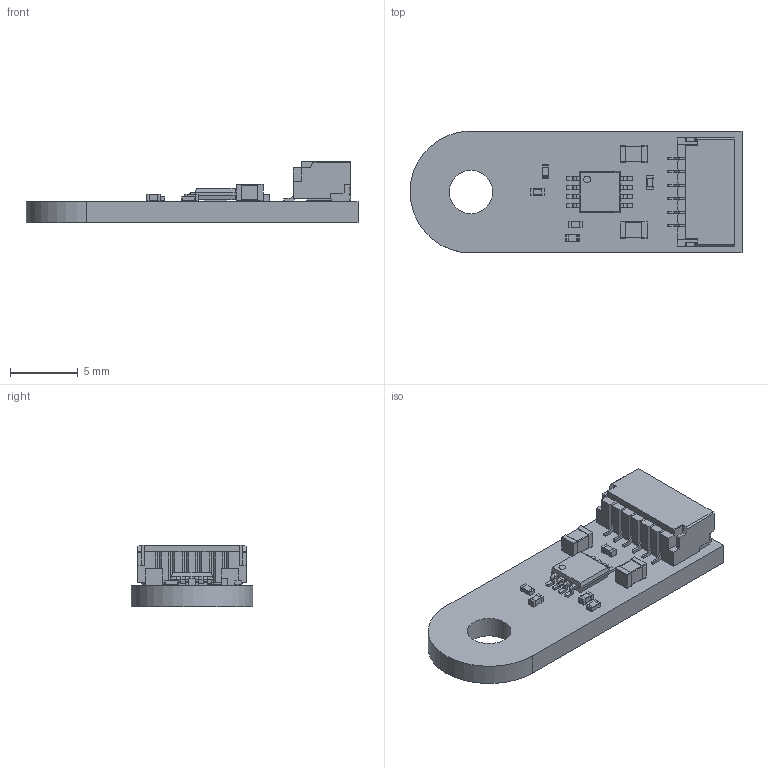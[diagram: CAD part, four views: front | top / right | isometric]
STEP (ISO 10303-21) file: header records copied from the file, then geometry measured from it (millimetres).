
FILE_DESCRIPTION(('KiCad electronic assembly'),'2;1');
FILE_NAME('cable_buffer_board.step','2025-04-10T10:59:02',('Pcbnew'),( 'Kicad'),'Open CASCADE STEP processor 7.6','KiCad to STEP converter' ,'Unknown');
FILE_SCHEMA(('AUTOMOTIVE_DESIGN { 1 0 10303 214 1 1 1 1 }'));
Length unit declared in the file: millimetre
Products named in the file (12): cable_buffer_board 1; C_0402_1005Metric; R_0402_1005Metric; JST_PH_B6B-PH-K1x06_P1.00mm_Horizontal; SM06B-SRSS-TB(LF)(SN); C_0805_2012Metric; MSOP-8-1EP_3x3mm_P0.65mm_EP1.68x1.88mm; cable_buffer_board_PCB
Assembly tree (15 placements, depth 3):
  cable_buffer_board 1
    C_0402_1005Metric  x3
      C_0402_1005Metric
    R_0402_1005Metric  x2
      R_0402_1005Metric
    JST_PH_B6B-PH-K1x06_P1.00mm_Horizontal
      SM06B-SRSS-TB(LF)(SN)
    C_0805_2012Metric  x2
      C_0805_2012Metric
    MSOP-8-1EP_3x3mm_P0.65mm_EP1.68x1.88mm
      MSOP-8-1EP_3x3mm_P0.65mm_EP1.68x1.88mm
    cable_buffer_board_PCB
Bounding box: 24.5 x 9 x 4.57 mm (x, y, z)
Volume: 385.5 mm3; surface area: 861.6 mm2
Topology: 18 solids, 18 shells, 691 faces, 1887 edges, 1233 vertices
Faces by surface type: plane 549, cylinder 134, bspline 8
Full cylindrical faces by diameter (mm): 3.2 x1
Entity records: 20083 total; most frequent: CARTESIAN_POINT 3281, ORIENTED_EDGE 3206, DIRECTION 2950, EDGE_CURVE 1603, LINE 1410, VECTOR 1410, VERTEX_POINT 1045, AXIS2_PLACEMENT_3D 770
